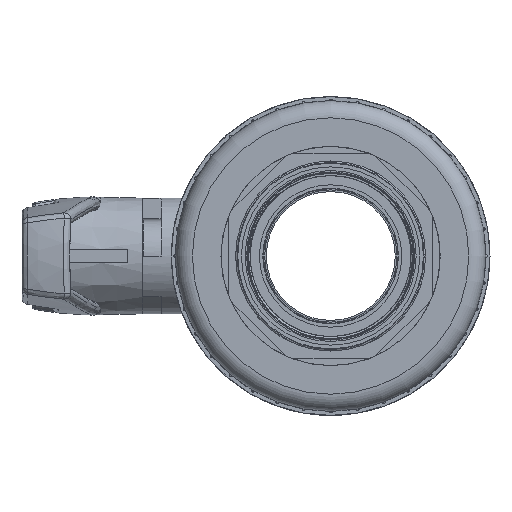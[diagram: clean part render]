
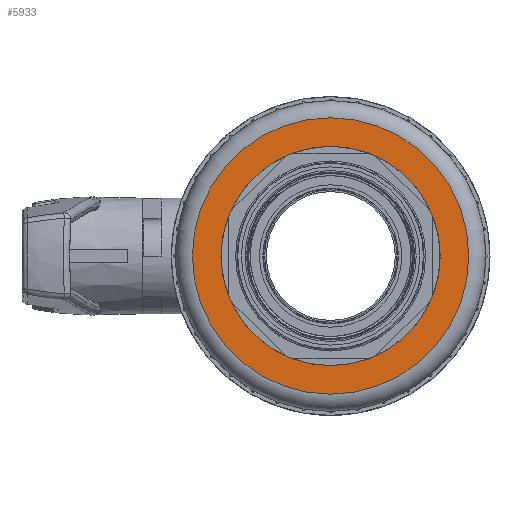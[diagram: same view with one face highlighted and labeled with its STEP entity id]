
A CAD part, left-side view. The second image highlights one B-rep face of the part: STEP entity #5933.
In plain terms, the highlighted planar face has unit normal (-1, 0, 0).
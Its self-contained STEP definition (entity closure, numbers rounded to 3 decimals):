
#5933=ADVANCED_FACE('',(#7057,#7058),#6586,.F.);
#6586=PLANE('',#20620);
#7057=FACE_BOUND('',#8209,.T.);
#7058=FACE_BOUND('',#8210,.T.);
#8209=EDGE_LOOP('',(#13021));
#8210=EDGE_LOOP('',(#13022));
#13021=ORIENTED_EDGE('',*,*,#18060,.T.);
#13022=ORIENTED_EDGE('',*,*,#18061,.T.);
#15479=VERTEX_POINT('',#57188);
#15480=VERTEX_POINT('',#57190);
#18060=EDGE_CURVE('',#15479,#15479,#19079,.T.);
#18061=EDGE_CURVE('',#15480,#15480,#19080,.T.);
#19079=CIRCLE('',#20618,94.54);
#19080=CIRCLE('',#20619,75.);
#20618=AXIS2_PLACEMENT_3D('',#57187,#24988,#24989);
#20619=AXIS2_PLACEMENT_3D('',#57189,#24990,#24991);
#20620=AXIS2_PLACEMENT_3D('',#57191,#24992,#24993);
#24988=DIRECTION('',(-1.,0.,0.));
#24989=DIRECTION('',(0.,1.,0.));
#24990=DIRECTION('',(1.,0.,0.));
#24991=DIRECTION('',(0.,1.,0.));
#24992=DIRECTION('',(1.,0.,0.));
#24993=DIRECTION('',(0.,-1.,0.));
#57187=CARTESIAN_POINT('',(854.28,-1.25,0.));
#57188=CARTESIAN_POINT('',(854.28,93.29,0.));
#57189=CARTESIAN_POINT('',(854.28,-1.25,0.));
#57190=CARTESIAN_POINT('',(854.28,73.75,0.));
#57191=CARTESIAN_POINT('',(854.28,104.89,0.));
